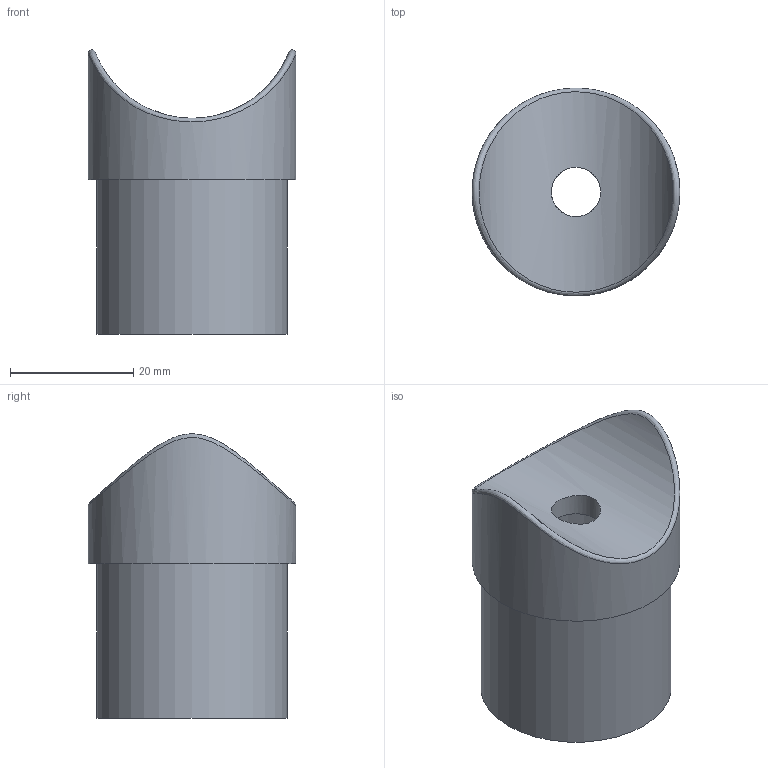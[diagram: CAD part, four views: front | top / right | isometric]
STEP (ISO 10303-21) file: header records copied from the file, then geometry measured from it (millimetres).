
FILE_DESCRIPTION(/* description */ (''),/* implementation_level */ '2;1');
FILE_NAME(/* name */ 'Adapter_X65.stp',/* time_stamp */ '2017-05-21T20:58:14+02:00',/* author */ (''),/* organization */ (''),/* preprocessor_version */ 'ST-DEVELOPER v16',/* originating_system */ 'SIEMENS PLM Software NX 11.0',/* authorisation */ '');
FILE_SCHEMA (('AUTOMOTIVE_DESIGN { 1 0 10303 214 3 1 1 1 }'));
Length unit declared in the file: millimetre
Products named in the file (1): Goge0DC4A474bg27
Bounding box: 33.7 x 33.69 x 46.08 mm (x, y, z)
Volume: 9448.2 mm3; surface area: 8751.7 mm2
Topology: 1 solids, 1 shells, 9 faces, 17 edges, 12 vertices
Faces by surface type: cylinder 5, plane 3, bspline 1
Full cylindrical faces by diameter (mm): 8 x1, 28.567 x1, 30.913 x1, 33.7 x1
Entity records: 519 total; most frequent: CARTESIAN_POINT 340, DIRECTION 30, FACE_BOUND 18, EDGE_LOOP 18, ORIENTED_EDGE 18, AXIS2_PLACEMENT_3D 15, ADVANCED_FACE 9, VERTEX_POINT 9
